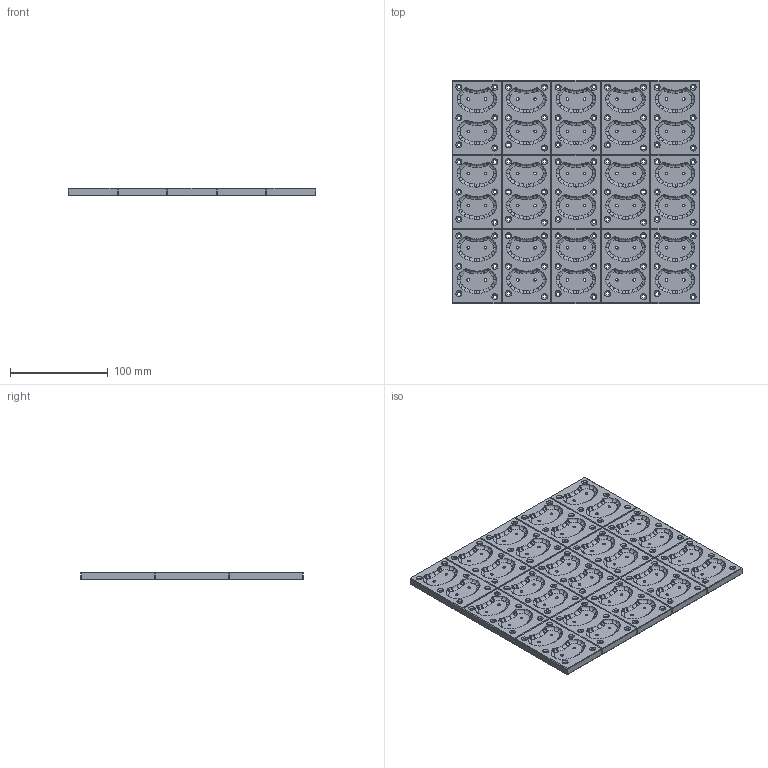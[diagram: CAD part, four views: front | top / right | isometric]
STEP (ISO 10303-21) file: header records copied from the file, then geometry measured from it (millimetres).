
FILE_DESCRIPTION((''),'2;1');
FILE_NAME('MOLD_TOP_15_ASM','2015-08-11T',('J44037'),('NORTHROP_GRUMMAN'),'PRO/ENGINEER BY PARAMETRIC TECHNOLOGY CORPORATION, 2010180','PRO/ENGINEER BY PARAMETRIC TECHNOLOGY CORPORATION, 2010180','');
FILE_SCHEMA(('CONFIG_CONTROL_DESIGN'));
Length unit declared in the file: inch
Products named in the file (9): XDUCER_MOLD_TOP_R1; PRT0005; PRT0006; PRT0007; PRT0008; MOLD_TOP_5_AF0_ASM; MOLD_TOP_5_AF1_ASM; MOLD_TOP_5_ASM; MOLD_TOP_15_ASM
Assembly tree (18 placements, depth 3):
  MOLD_TOP_15_ASM
    MOLD_TOP_5_AF0_ASM
      XDUCER_MOLD_TOP_R1
      PRT0005
      PRT0006
      PRT0007
      PRT0008
    MOLD_TOP_5_AF1_ASM
      XDUCER_MOLD_TOP_R1
      PRT0005
      PRT0006
      PRT0007
      PRT0008
    MOLD_TOP_5_ASM
      XDUCER_MOLD_TOP_R1
      PRT0005
      PRT0006
      PRT0007
      PRT0008
Bounding box: 254 x 228.6 x 7.72 mm (x, y, z)
Surface area: 154258.2 mm2 (no closed solid volume)
Topology: 0 solids, 15 shells, 1800 faces, 4950 edges, 3150 vertices
Faces by surface type: torus 720, plane 420, cone 300, cylinder 300, bspline 60
Entity records: 23259 total; most frequent: CARTESIAN_POINT 7092, DIRECTION 3704, ORIENTED_EDGE 3200, EDGE_CURVE 1650, AXIS2_PLACEMENT_3D 1632, VERTEX_POINT 1050, CIRCLE 1010, EDGE_LOOP 710
